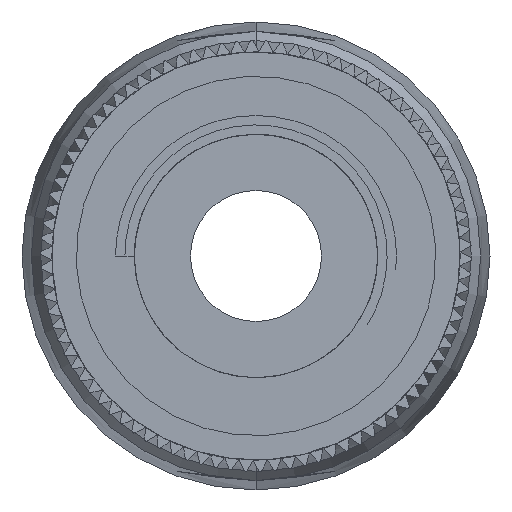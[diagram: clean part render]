
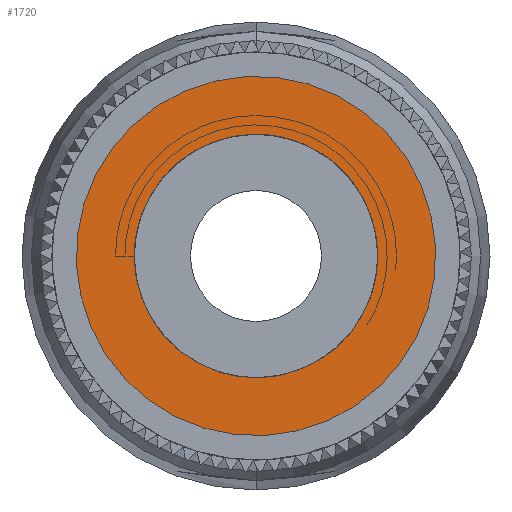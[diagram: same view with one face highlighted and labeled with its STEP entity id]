
A CAD part, front view. The second image highlights one B-rep face of the part: STEP entity #1720.
In plain terms, the highlighted planar face has unit normal (0, -1, 0).
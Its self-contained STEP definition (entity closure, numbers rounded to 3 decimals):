
#1432 = VERTEX_POINT ( 'NONE', #45394 ) ;
#1720 = ADVANCED_FACE ( 'NONE', ( #11443, #41166 ), #2043, .T. ) ;
#2043 = PLANE ( 'NONE',  #44614 ) ;
#3205 = AXIS2_PLACEMENT_3D ( 'NONE', #29959, #15089, #24798 ) ;
#3269 = CARTESIAN_POINT ( 'NONE',  ( -88.806, -604.302, 0. ) ) ;
#8920 = CARTESIAN_POINT ( 'NONE',  ( -92.361, -604.302, 5.442 ) ) ;
#10321 = EDGE_LOOP ( 'NONE', ( #52219, #38008 ) ) ;
#11390 = VERTEX_POINT ( 'NONE', #48642 ) ;
#11443 = FACE_BOUND ( 'NONE', #32163, .T. ) ;
#14260 = VERTEX_POINT ( 'NONE', #23645 ) ;
#15089 = DIRECTION ( 'NONE',  ( 0., 1., 0. ) ) ;
#17303 = AXIS2_PLACEMENT_3D ( 'NONE', #3269, #41729, #23002 ) ;
#19152 = DIRECTION ( 'NONE',  ( 0.547, 0., -0.837 ) ) ;
#19383 = EDGE_CURVE ( 'NONE', #11390, #14260, #42011, .T. ) ;
#20153 = CIRCLE ( 'NONE', #39742, 9.6 ) ;
#21779 = CARTESIAN_POINT ( 'NONE',  ( -96.843, -604.302, -5.251 ) ) ;
#22706 = EDGE_CURVE ( 'NONE', #1432, #59641, #39336, .T. ) ;
#23002 = DIRECTION ( 'NONE',  ( 0.547, 0., -0.837 ) ) ;
#23645 = CARTESIAN_POINT ( 'NONE',  ( -83.555, -604.302, -8.037 ) ) ;
#24798 = DIRECTION ( 'NONE',  ( 0.547, 0., -0.837 ) ) ;
#25267 = AXIS2_PLACEMENT_3D ( 'NONE', #43716, #63390, #19152 ) ;
#29834 = EDGE_CURVE ( 'NONE', #59641, #1432, #44861, .T. ) ;
#29959 = CARTESIAN_POINT ( 'NONE',  ( -88.806, -604.302, 0. ) ) ;
#30578 = EDGE_CURVE ( 'NONE', #14260, #11390, #20153, .T. ) ;
#32163 = EDGE_LOOP ( 'NONE', ( #58128, #59718 ) ) ;
#32458 = DIRECTION ( 'NONE',  ( 0., 1., 0. ) ) ;
#37647 = CARTESIAN_POINT ( 'NONE',  ( -88.806, -604.302, 0. ) ) ;
#38008 = ORIENTED_EDGE ( 'NONE', *, *, #19383, .F. ) ;
#39336 = CIRCLE ( 'NONE', #3205, 6.5 ) ;
#39742 = AXIS2_PLACEMENT_3D ( 'NONE', #37647, #32458, #51869 ) ;
#41166 = FACE_OUTER_BOUND ( 'NONE', #10321, .T. ) ;
#41486 = DIRECTION ( 'NONE',  ( 0., -1., 0. ) ) ;
#41729 = DIRECTION ( 'NONE',  ( 0., 1., 0. ) ) ;
#42011 = CIRCLE ( 'NONE', #17303, 9.6 ) ;
#43716 = CARTESIAN_POINT ( 'NONE',  ( -88.806, -604.302, 0. ) ) ;
#44614 = AXIS2_PLACEMENT_3D ( 'NONE', #21779, #41486, #57946 ) ;
#44861 = CIRCLE ( 'NONE', #25267, 6.5 ) ;
#45394 = CARTESIAN_POINT ( 'NONE',  ( -85.251, -604.302, -5.442 ) ) ;
#48642 = CARTESIAN_POINT ( 'NONE',  ( -94.057, -604.302, 8.037 ) ) ;
#51869 = DIRECTION ( 'NONE',  ( 0.547, 0., -0.837 ) ) ;
#52219 = ORIENTED_EDGE ( 'NONE', *, *, #30578, .F. ) ;
#57946 = DIRECTION ( 'NONE',  ( -0.547, 0., 0.837 ) ) ;
#58128 = ORIENTED_EDGE ( 'NONE', *, *, #22706, .T. ) ;
#59641 = VERTEX_POINT ( 'NONE', #8920 ) ;
#59718 = ORIENTED_EDGE ( 'NONE', *, *, #29834, .T. ) ;
#63390 = DIRECTION ( 'NONE',  ( 0., 1., 0. ) ) ;
